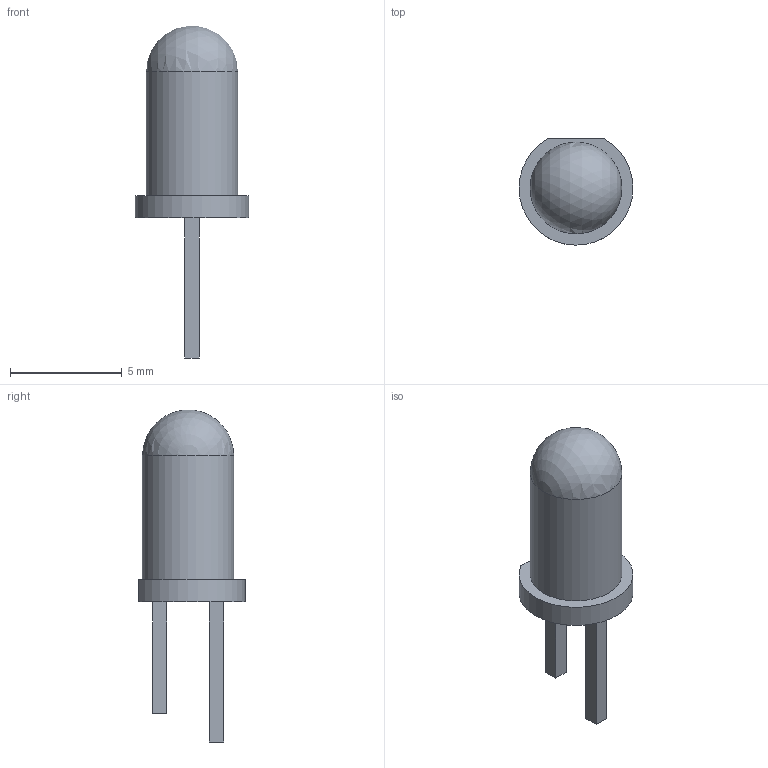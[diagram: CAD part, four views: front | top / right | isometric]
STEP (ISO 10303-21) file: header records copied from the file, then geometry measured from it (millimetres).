
FILE_DESCRIPTION(/* description */ ('STEP AP214'),/* implementation_level */ '2;1');
FILE_NAME(/* name */ '60036b7dc4459911f98111f5',/* time_stamp */ '2021-01-16T22:41:01+00:00',/* author */ (''),/* organization */ (''),/* preprocessor_version */ 'ST-DEVELOPER v18.1',/* originating_system */ ' ',/* authorisation */ ' ');
FILE_SCHEMA (('AUTOMOTIVE_DESIGN {1 0 10303 214 3 1 1}'));
Length unit declared in the file: metre
Products named in the file (1): CircuitWorks-5MM_LED_RED
Bounding box: 5.1 x 4.76 x 14.86 mm (x, y, z)
Volume: 115.8 mm3; surface area: 169.1 mm2
Topology: 1 solids, 1 shells, 16 faces, 40 edges, 27 vertices
Faces by surface type: plane 13, cylinder 2, sphere 1
Full cylindrical faces by diameter (mm): 4.1 x1
Entity records: 530 total; most frequent: CARTESIAN_POINT 91, ORIENTED_EDGE 72, DIRECTION 70, EDGE_CURVE 36, LINE 28, VECTOR 28, VERTEX_POINT 26, AXIS2_PLACEMENT_3D 21
